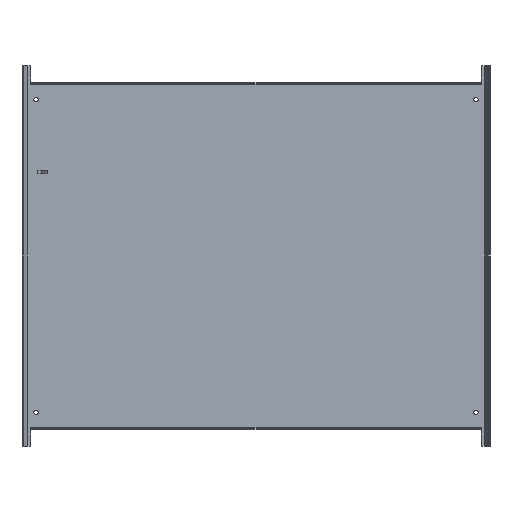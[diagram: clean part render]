
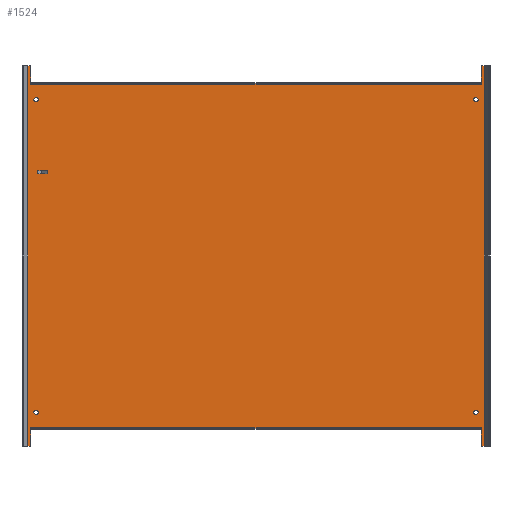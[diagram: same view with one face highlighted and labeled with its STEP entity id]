
A CAD part, front view. The second image highlights one B-rep face of the part: STEP entity #1524.
In plain terms, the highlighted planar face has unit normal (0, -1, 0).
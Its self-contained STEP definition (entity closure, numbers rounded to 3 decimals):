
#50=CARTESIAN_POINT('',(211.,-0.7,-150.));
#51=DIRECTION('',(0.,1.,0.));
#52=DIRECTION('',(-1.,0.,0.));
#53=AXIS2_PLACEMENT_3D('',#50,#51,#52);
#96=CARTESIAN_POINT('',(-211.,-0.7,-150.));
#97=DIRECTION('',(0.,1.,0.));
#98=DIRECTION('',(1.,0.,0.));
#99=AXIS2_PLACEMENT_3D('',#96,#97,#98);
#110=CARTESIAN_POINT('',(-211.,-0.7,-150.));
#111=DIRECTION('',(0.,1.,0.));
#112=DIRECTION('',(-1.,0.,0.));
#113=AXIS2_PLACEMENT_3D('',#110,#111,#112);
#115=DIRECTION('',(0.,0.,-1.));
#116=VECTOR('',#115,17.9);
#117=CARTESIAN_POINT('',(-216.25,-0.7,182.7));
#118=LINE('',#117,#116);
#119=DIRECTION('',(1.,0.,0.));
#120=VECTOR('',#119,1.25);
#121=CARTESIAN_POINT('',(-216.25,-0.7,164.8));
#122=LINE('',#121,#120);
#123=DIRECTION('',(1.,0.,0.));
#124=VECTOR('',#123,1.25);
#125=CARTESIAN_POINT('',(215.,-0.7,164.8));
#126=LINE('',#125,#124);
#127=DIRECTION('',(0.,0.,-1.));
#128=VECTOR('',#127,17.9);
#129=CARTESIAN_POINT('',(216.25,-0.7,182.7));
#130=LINE('',#129,#128);
#131=DIRECTION('',(0.,0.,1.));
#132=VECTOR('',#131,17.9);
#133=CARTESIAN_POINT('',(216.25,-0.7,-182.7));
#134=LINE('',#133,#132);
#135=DIRECTION('',(1.,0.,0.));
#136=VECTOR('',#135,1.25);
#137=CARTESIAN_POINT('',(215.,-0.7,-164.8));
#138=LINE('',#137,#136);
#139=DIRECTION('',(1.,0.,0.));
#140=VECTOR('',#139,1.25);
#141=CARTESIAN_POINT('',(-216.25,-0.7,-164.8));
#142=LINE('',#141,#140);
#143=DIRECTION('',(0.,0.,1.));
#144=VECTOR('',#143,17.9);
#145=CARTESIAN_POINT('',(-216.25,-0.7,-182.7));
#146=LINE('',#145,#144);
#156=CARTESIAN_POINT('',(211.,-0.7,-150.));
#157=DIRECTION('',(0.,1.,0.));
#158=DIRECTION('',(1.,0.,0.));
#159=AXIS2_PLACEMENT_3D('',#156,#157,#158);
#174=CARTESIAN_POINT('',(211.,-0.7,150.));
#175=DIRECTION('',(0.,-1.,0.));
#176=DIRECTION('',(1.,0.,0.));
#177=AXIS2_PLACEMENT_3D('',#174,#175,#176);
#188=CARTESIAN_POINT('',(211.,-0.7,150.));
#189=DIRECTION('',(0.,-1.,0.));
#190=DIRECTION('',(-1.,0.,0.));
#191=AXIS2_PLACEMENT_3D('',#188,#189,#190);
#202=CARTESIAN_POINT('',(-211.,-0.7,150.));
#203=DIRECTION('',(0.,-1.,0.));
#204=DIRECTION('',(1.,0.,0.));
#205=AXIS2_PLACEMENT_3D('',#202,#203,#204);
#216=CARTESIAN_POINT('',(-211.,-0.7,150.));
#217=DIRECTION('',(0.,-1.,0.));
#218=DIRECTION('',(-1.,0.,0.));
#219=AXIS2_PLACEMENT_3D('',#216,#217,#218);
#237=DIRECTION('',(-1.,0.,0.));
#238=VECTOR('',#237,2.695);
#239=CARTESIAN_POINT('',(218.945,-0.7,182.7));
#240=LINE('',#239,#238);
#241=DIRECTION('',(-1.,0.,0.));
#242=VECTOR('',#241,2.695);
#243=CARTESIAN_POINT('',(-216.25,-0.7,182.7));
#244=LINE('',#243,#242);
#270=DIRECTION('',(-1.,0.,0.));
#271=VECTOR('',#270,430.);
#272=CARTESIAN_POINT('',(215.,-0.7,164.8));
#273=LINE('',#272,#271);
#379=DIRECTION('',(-1.,0.,0.));
#380=VECTOR('',#379,2.695);
#381=CARTESIAN_POINT('',(-216.25,-0.7,-182.7));
#382=LINE('',#381,#380);
#383=DIRECTION('',(-1.,0.,0.));
#384=VECTOR('',#383,2.695);
#385=CARTESIAN_POINT('',(218.945,-0.7,-182.7));
#386=LINE('',#385,#384);
#412=DIRECTION('',(-1.,0.,0.));
#413=VECTOR('',#412,430.);
#414=CARTESIAN_POINT('',(215.,-0.7,-164.8));
#415=LINE('',#414,#413);
#764=DIRECTION('',(0.,0.,1.));
#765=VECTOR('',#764,365.4);
#766=CARTESIAN_POINT('',(-218.945,-0.7,-182.7));
#767=LINE('',#766,#765);
#827=DIRECTION('',(0.,0.,1.));
#828=VECTOR('',#827,365.4);
#829=CARTESIAN_POINT('',(218.945,-0.7,-182.7));
#830=LINE('',#829,#828);
#1149=CARTESIAN_POINT('',(218.945,-0.7,-182.7));
#1150=CARTESIAN_POINT('',(218.945,-0.7,182.7));
#1151=VERTEX_POINT('',#1149);
#1152=VERTEX_POINT('',#1150);
#1185=CARTESIAN_POINT('',(-218.945,-0.7,-182.7));
#1186=CARTESIAN_POINT('',(-218.945,-0.7,182.7));
#1187=VERTEX_POINT('',#1185);
#1188=VERTEX_POINT('',#1186);
#1233=CARTESIAN_POINT('',(-213.05,-0.7,-150.));
#1234=CARTESIAN_POINT('',(-208.95,-0.7,-150.));
#1235=VERTEX_POINT('',#1233);
#1236=VERTEX_POINT('',#1234);
#1241=CARTESIAN_POINT('',(208.95,-0.7,-150.));
#1242=CARTESIAN_POINT('',(213.05,-0.7,-150.));
#1243=VERTEX_POINT('',#1241);
#1244=VERTEX_POINT('',#1242);
#1249=CARTESIAN_POINT('',(-213.05,-0.7,150.));
#1250=CARTESIAN_POINT('',(-208.95,-0.7,150.));
#1251=VERTEX_POINT('',#1249);
#1252=VERTEX_POINT('',#1250);
#1257=CARTESIAN_POINT('',(208.95,-0.7,150.));
#1258=CARTESIAN_POINT('',(213.05,-0.7,150.));
#1259=VERTEX_POINT('',#1257);
#1260=VERTEX_POINT('',#1258);
#1261=CARTESIAN_POINT('',(-216.25,-0.7,-182.7));
#1262=CARTESIAN_POINT('',(-216.25,-0.7,-164.8));
#1263=VERTEX_POINT('',#1261);
#1264=VERTEX_POINT('',#1262);
#1265=CARTESIAN_POINT('',(-215.,-0.7,-164.8));
#1266=VERTEX_POINT('',#1265);
#1267=CARTESIAN_POINT('',(215.,-0.7,-164.8));
#1268=CARTESIAN_POINT('',(216.25,-0.7,-164.8));
#1269=VERTEX_POINT('',#1267);
#1270=VERTEX_POINT('',#1268);
#1271=CARTESIAN_POINT('',(216.25,-0.7,-182.7));
#1272=VERTEX_POINT('',#1271);
#1285=CARTESIAN_POINT('',(-216.25,-0.7,182.7));
#1286=CARTESIAN_POINT('',(-216.25,-0.7,164.8));
#1287=VERTEX_POINT('',#1285);
#1288=VERTEX_POINT('',#1286);
#1289=CARTESIAN_POINT('',(-215.,-0.7,164.8));
#1290=VERTEX_POINT('',#1289);
#1291=CARTESIAN_POINT('',(215.,-0.7,164.8));
#1292=CARTESIAN_POINT('',(216.25,-0.7,164.8));
#1293=VERTEX_POINT('',#1291);
#1294=VERTEX_POINT('',#1292);
#1295=CARTESIAN_POINT('',(216.25,-0.7,182.7));
#1296=VERTEX_POINT('',#1295);
#1464=CARTESIAN_POINT('',(219.837,-0.7,-182.7));
#1465=DIRECTION('',(0.,1.,0.));
#1466=DIRECTION('',(-1.,0.,0.));
#1467=AXIS2_PLACEMENT_3D('',#1464,#1465,#1466);
#1468=PLANE('',#1467);
#1470=ORIENTED_EDGE('',*,*,#1469,.T.);
#1472=ORIENTED_EDGE('',*,*,#1471,.T.);
#1474=ORIENTED_EDGE('',*,*,#1473,.F.);
#1476=ORIENTED_EDGE('',*,*,#1475,.T.);
#1478=ORIENTED_EDGE('',*,*,#1477,.F.);
#1480=ORIENTED_EDGE('',*,*,#1479,.F.);
#1482=ORIENTED_EDGE('',*,*,#1481,.F.);
#1484=ORIENTED_EDGE('',*,*,#1483,.T.);
#1486=ORIENTED_EDGE('',*,*,#1485,.T.);
#1488=ORIENTED_EDGE('',*,*,#1487,.F.);
#1490=ORIENTED_EDGE('',*,*,#1489,.T.);
#1492=ORIENTED_EDGE('',*,*,#1491,.F.);
#1494=ORIENTED_EDGE('',*,*,#1493,.F.);
#1496=ORIENTED_EDGE('',*,*,#1495,.T.);
#1498=ORIENTED_EDGE('',*,*,#1497,.T.);
#1500=ORIENTED_EDGE('',*,*,#1499,.F.);
#1501=EDGE_LOOP('',(#1470,#1472,#1474,#1476,#1478,#1480,#1482,#1484,#1486,#1488,
#1490,#1492,#1494,#1496,#1498,#1500));
#1502=FACE_OUTER_BOUND('',#1501,.F.);
#1504=ORIENTED_EDGE('',*,*,#1503,.F.);
#1505=ORIENTED_EDGE('',*,*,#1366,.F.);
#1506=EDGE_LOOP('',(#1504,#1505));
#1507=FACE_BOUND('',#1506,.F.);
#1508=ORIENTED_EDGE('',*,*,#1444,.F.);
#1509=ORIENTED_EDGE('',*,*,#1458,.F.);
#1510=EDGE_LOOP('',(#1508,#1509));
#1511=FACE_BOUND('',#1510,.F.);
#1513=ORIENTED_EDGE('',*,*,#1512,.T.);
#1515=ORIENTED_EDGE('',*,*,#1514,.T.);
#1516=EDGE_LOOP('',(#1513,#1515));
#1517=FACE_BOUND('',#1516,.F.);
#1519=ORIENTED_EDGE('',*,*,#1518,.T.);
#1521=ORIENTED_EDGE('',*,*,#1520,.T.);
#1522=EDGE_LOOP('',(#1519,#1521));
#1523=FACE_BOUND('',#1522,.F.);
#1524=ADVANCED_FACE('',(#1502,#1507,#1511,#1517,#1523),#1468,.F.);
#54=CIRCLE('',#53,2.05);
#100=CIRCLE('',#99,2.05);
#114=CIRCLE('',#113,2.05);
#160=CIRCLE('',#159,2.05);
#178=CIRCLE('',#177,2.05);
#192=CIRCLE('',#191,2.05);
#206=CIRCLE('',#205,2.05);
#220=CIRCLE('',#219,2.05);
#1366=EDGE_CURVE('',#1243,#1244,#54,.T.);
#1444=EDGE_CURVE('',#1236,#1235,#100,.T.);
#1458=EDGE_CURVE('',#1235,#1236,#114,.T.);
#1469=EDGE_CURVE('',#1287,#1288,#118,.T.);
#1471=EDGE_CURVE('',#1288,#1290,#122,.T.);
#1473=EDGE_CURVE('',#1293,#1290,#273,.T.);
#1475=EDGE_CURVE('',#1293,#1294,#126,.T.);
#1477=EDGE_CURVE('',#1296,#1294,#130,.T.);
#1479=EDGE_CURVE('',#1152,#1296,#240,.T.);
#1481=EDGE_CURVE('',#1151,#1152,#830,.T.);
#1483=EDGE_CURVE('',#1151,#1272,#386,.T.);
#1485=EDGE_CURVE('',#1272,#1270,#134,.T.);
#1487=EDGE_CURVE('',#1269,#1270,#138,.T.);
#1489=EDGE_CURVE('',#1269,#1266,#415,.T.);
#1491=EDGE_CURVE('',#1264,#1266,#142,.T.);
#1493=EDGE_CURVE('',#1263,#1264,#146,.T.);
#1495=EDGE_CURVE('',#1263,#1187,#382,.T.);
#1497=EDGE_CURVE('',#1187,#1188,#767,.T.);
#1499=EDGE_CURVE('',#1287,#1188,#244,.T.);
#1503=EDGE_CURVE('',#1244,#1243,#160,.T.);
#1512=EDGE_CURVE('',#1260,#1259,#178,.T.);
#1514=EDGE_CURVE('',#1259,#1260,#192,.T.);
#1518=EDGE_CURVE('',#1252,#1251,#206,.T.);
#1520=EDGE_CURVE('',#1251,#1252,#220,.T.);
